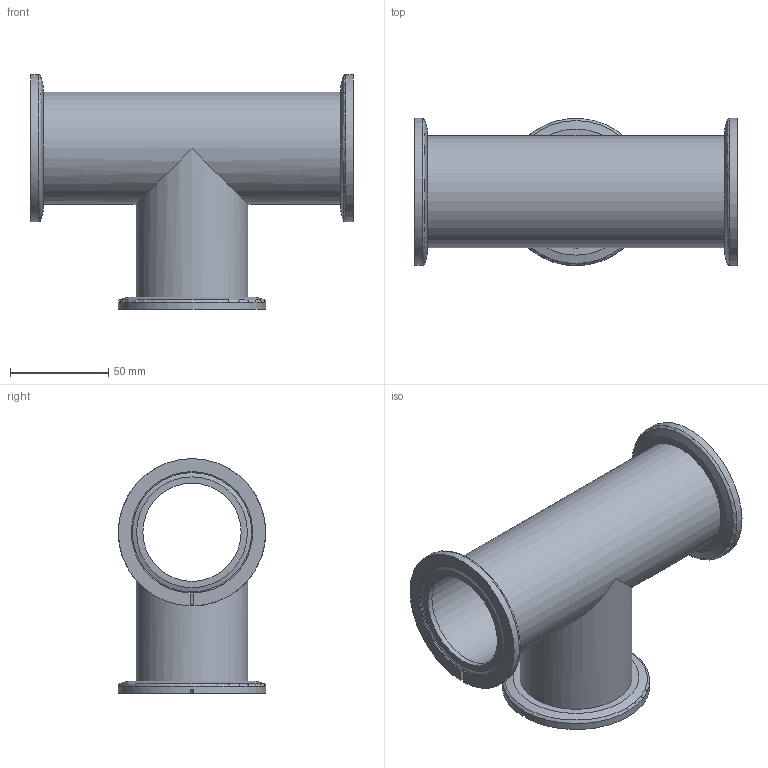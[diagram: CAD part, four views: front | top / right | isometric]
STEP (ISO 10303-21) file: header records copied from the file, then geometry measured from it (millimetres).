
FILE_DESCRIPTION(/* description */ (''),/* implementation_level */ '2;1');
FILE_NAME(/* name */ '33.050005.661.350',/* time_stamp */ '2019-03-07T11:09:16+01:00',/* author */ ('Murat Coskun Bicak'),/* organization */ ('Evac AG'),/* preprocessor_version */ 'ST-DEVELOPER v16.7',/* originating_system */ 'DEX',/* authorisation */ $);
FILE_SCHEMA (('AUTOMOTIVE_DESIGN {1 0 10303 214 3 1 1}'));
Length unit declared in the file: millimetre
Products named in the file (3): 33.050005.661.350; 32.050005.640.350-nachbe.; Rohr T DN50
Assembly tree (4 placements, depth 2):
  33.050005.661.350
    32.050005.640.350-nachbe.  x3
    Rohr T DN50
Bounding box: 164 x 74.99 x 119.5 mm (x, y, z)
Volume: 135355.5 mm3; surface area: 91737.1 mm2
Topology: 4 solids, 4 shells, 55 faces, 140 edges, 95 vertices
Faces by surface type: plane 24, cylinder 19, torus 6, cone 6
Full cylindrical faces by diameter (mm): 50 x3, 51.2 x2, 57 x5, 75 x3
Entity records: 674 total; most frequent: DIRECTION 115, CARTESIAN_POINT 105, ORIENTED_EDGE 74, AXIS2_PLACEMENT_3D 53, EDGE_LOOP 42, FACE_BOUND 42, EDGE_CURVE 37, VERTEX_POINT 31
